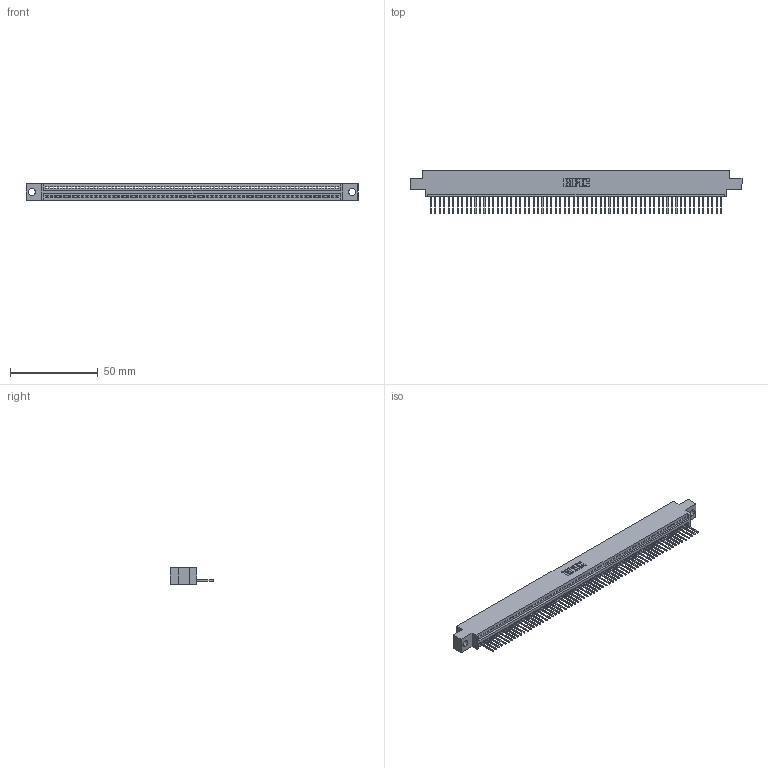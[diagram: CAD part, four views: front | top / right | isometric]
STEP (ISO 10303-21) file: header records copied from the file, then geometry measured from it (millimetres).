
FILE_DESCRIPTION (( 'STEP AP203' ), '1' );
FILE_NAME ('345-066-523-604.STEP', '2021-05-28T16:07:32', ( '' ), ( '' ), 'SwSTEP 2.0', 'SolidWorks 2020', '' );
FILE_SCHEMA (( 'CONFIG_CONTROL_DESIGN' ));
Length unit declared in the file: inch
Products named in the file (3): 345 Part_0.170 Offset - 0.156 Dia-TI; 345-066-523-604; 345-292-001_345-293-123
Assembly tree (67 placements, depth 2):
  345-066-523-604
    345 Part_0.170 Offset - 0.156 Dia-TI
    345-292-001_345-293-123  x66
Bounding box: 188.85 x 24.82 x 9.4 mm (x, y, z)
Volume: 17888.8 mm3; surface area: 24139.7 mm2
Topology: 67 solids, 67 shells, 3972 faces, 12005 edges, 7914 vertices
Faces by surface type: plane 2738, cylinder 1234
Entity records: 47011 total; most frequent: CARTESIAN_POINT 8152, ORIENTED_EDGE 8150, DIRECTION 7083, EDGE_CURVE 4075, LINE 3679, VECTOR 3679, VERTEX_POINT 2714, AXIS2_PLACEMENT_3D 1702
